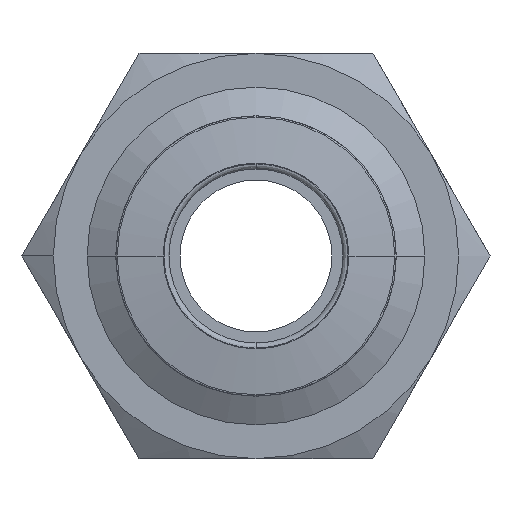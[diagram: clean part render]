
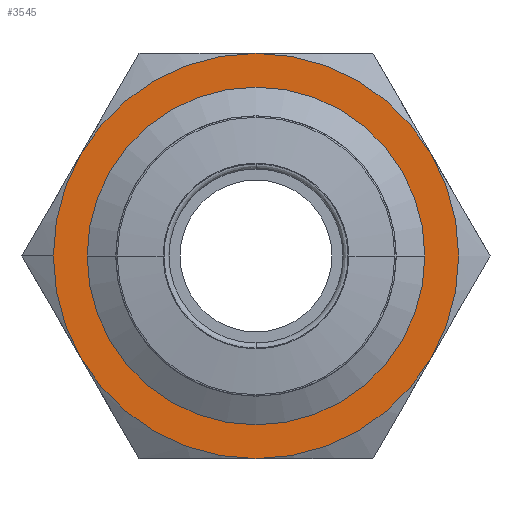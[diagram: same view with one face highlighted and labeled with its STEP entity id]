
A CAD part, front view. The second image highlights one B-rep face of the part: STEP entity #3545.
In plain terms, the highlighted planar face has unit normal (0, -1, 0).
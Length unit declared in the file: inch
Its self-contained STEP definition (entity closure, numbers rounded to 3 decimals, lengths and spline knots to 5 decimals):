
#15 = AXIS2_PLACEMENT_3D ( 'NONE', #3071, #874, #3439 ) ;
#37 = CARTESIAN_POINT ( 'NONE',  ( -0.3937, -0.25591, 0. ) ) ;
#258 = CARTESIAN_POINT ( 'NONE',  ( 0., -0.25591, 0. ) ) ;
#281 = EDGE_CURVE ( 'NONE', #351, #1013, #3540, .T. ) ;
#351 = VERTEX_POINT ( 'NONE', #2300 ) ;
#400 = ORIENTED_EDGE ( 'NONE', *, *, #3172, .T. ) ;
#494 = AXIS2_PLACEMENT_3D ( 'NONE', #3797, #1610, #4173 ) ;
#573 = VERTEX_POINT ( 'NONE', #976 ) ;
#626 = AXIS2_PLACEMENT_3D ( 'NONE', #1209, #3777, #1588 ) ;
#629 = DIRECTION ( 'NONE',  ( -1., 0., 0. ) ) ;
#638 = CARTESIAN_POINT ( 'NONE',  ( -0.40915, -0.25591, 0.23622 ) ) ;
#712 = AXIS2_PLACEMENT_3D ( 'NONE', #3949, #3935, #3914 ) ;
#748 = AXIS2_PLACEMENT_3D ( 'NONE', #1988, #4575, #2353 ) ;
#777 = CIRCLE ( 'NONE', #4548, 0.47244 ) ;
#874 = DIRECTION ( 'NONE',  ( 0., -1., 0. ) ) ;
#901 = DIRECTION ( 'NONE',  ( 0., -1., 0. ) ) ;
#975 = AXIS2_PLACEMENT_3D ( 'NONE', #3101, #901, #3471 ) ;
#976 = CARTESIAN_POINT ( 'NONE',  ( -0.47244, -0.25591, 0. ) ) ;
#977 = ORIENTED_EDGE ( 'NONE', *, *, #4626, .T. ) ;
#989 = EDGE_CURVE ( 'NONE', #1030, #573, #777, .T. ) ;
#1013 = VERTEX_POINT ( 'NONE', #37 ) ;
#1030 = VERTEX_POINT ( 'NONE', #638 ) ;
#1034 = VERTEX_POINT ( 'NONE', #2829 ) ;
#1045 = AXIS2_PLACEMENT_3D ( 'NONE', #1541, #4103, #1907 ) ;
#1209 = CARTESIAN_POINT ( 'NONE',  ( 0.43307, -0.25591, 0. ) ) ;
#1266 = VERTEX_POINT ( 'NONE', #1304 ) ;
#1304 = CARTESIAN_POINT ( 'NONE',  ( -0.40915, -0.25591, -0.23622 ) ) ;
#1395 = CIRCLE ( 'NONE', #15, 0.3937 ) ;
#1423 = ORIENTED_EDGE ( 'NONE', *, *, #281, .F. ) ;
#1541 = CARTESIAN_POINT ( 'NONE',  ( 0., -0.25591, 0. ) ) ;
#1588 = DIRECTION ( 'NONE',  ( 0., 0., -1. ) ) ;
#1610 = DIRECTION ( 'NONE',  ( 0., -1., 0. ) ) ;
#1779 = FACE_OUTER_BOUND ( 'NONE', #2983, .T. ) ;
#1907 = DIRECTION ( 'NONE',  ( -1., 0., 0. ) ) ;
#1912 = EDGE_CURVE ( 'NONE', #3140, #2774, #4092, .T. ) ;
#1937 = PLANE ( 'NONE',  #626 ) ;
#1988 = CARTESIAN_POINT ( 'NONE',  ( 0., -0.25591, 0. ) ) ;
#2052 = CARTESIAN_POINT ( 'NONE',  ( 0., -0.25591, 0. ) ) ;
#2125 = CIRCLE ( 'NONE', #975, 0.47244 ) ;
#2286 = ORIENTED_EDGE ( 'NONE', *, *, #989, .T. ) ;
#2300 = CARTESIAN_POINT ( 'NONE',  ( 0.3937, -0.25591, 0. ) ) ;
#2352 = CIRCLE ( 'NONE', #494, 0.47244 ) ;
#2353 = DIRECTION ( 'NONE',  ( -1., 0., 0. ) ) ;
#2409 = DIRECTION ( 'NONE',  ( -1., 0., 0. ) ) ;
#2417 = CARTESIAN_POINT ( 'NONE',  ( 0., -0.25591, 0. ) ) ;
#2426 = CARTESIAN_POINT ( 'NONE',  ( 0.40915, -0.25591, 0.23622 ) ) ;
#2587 = ORIENTED_EDGE ( 'NONE', *, *, #2940, .F. ) ;
#2741 = CARTESIAN_POINT ( 'NONE',  ( 0.40915, -0.25591, -0.23622 ) ) ;
#2774 = VERTEX_POINT ( 'NONE', #2426 ) ;
#2802 = DIRECTION ( 'NONE',  ( 0., -1., 0. ) ) ;
#2815 = CARTESIAN_POINT ( 'NONE',  ( 0., -0.25591, 0.47244 ) ) ;
#2829 = CARTESIAN_POINT ( 'NONE',  ( 0., -0.25591, -0.47244 ) ) ;
#2889 = CIRCLE ( 'NONE', #4252, 0.47244 ) ;
#2940 = EDGE_CURVE ( 'NONE', #1013, #351, #1395, .T. ) ;
#2949 = AXIS2_PLACEMENT_3D ( 'NONE', #2052, #4635, #2409 ) ;
#2962 = EDGE_CURVE ( 'NONE', #1266, #1034, #2352, .T. ) ;
#2963 = ORIENTED_EDGE ( 'NONE', *, *, #1912, .T. ) ;
#2983 = EDGE_LOOP ( 'NONE', ( #3774, #4441, #2963, #977, #4152, #2286, #400 ) ) ;
#3027 = EDGE_CURVE ( 'NONE', #1034, #3140, #4084, .T. ) ;
#3051 = EDGE_CURVE ( 'NONE', #3188, #1030, #2125, .T. ) ;
#3071 = CARTESIAN_POINT ( 'NONE',  ( 0., -0.25591, 0. ) ) ;
#3085 = EDGE_LOOP ( 'NONE', ( #1423, #2587 ) ) ;
#3101 = CARTESIAN_POINT ( 'NONE',  ( 0., -0.25591, 0. ) ) ;
#3140 = VERTEX_POINT ( 'NONE', #2741 ) ;
#3172 = EDGE_CURVE ( 'NONE', #573, #1266, #3505, .T. ) ;
#3188 = VERTEX_POINT ( 'NONE', #2815 ) ;
#3439 = DIRECTION ( 'NONE',  ( 1., 0., 0. ) ) ;
#3471 = DIRECTION ( 'NONE',  ( -1., 0., 0. ) ) ;
#3505 = CIRCLE ( 'NONE', #2949, 0.47244 ) ;
#3540 = CIRCLE ( 'NONE', #712, 0.3937 ) ;
#3545 = ADVANCED_FACE ( 'NONE', ( #3622, #1779 ), #1937, .T. ) ;
#3577 = DIRECTION ( 'NONE',  ( 0., -1., 0. ) ) ;
#3622 = FACE_BOUND ( 'NONE', #3085, .T. ) ;
#3774 = ORIENTED_EDGE ( 'NONE', *, *, #2962, .T. ) ;
#3777 = DIRECTION ( 'NONE',  ( 0., -1., 0. ) ) ;
#3797 = CARTESIAN_POINT ( 'NONE',  ( 0., -0.25591, 0. ) ) ;
#3862 = DIRECTION ( 'NONE',  ( -1., 0., 0. ) ) ;
#3914 = DIRECTION ( 'NONE',  ( 1., 0., 0. ) ) ;
#3935 = DIRECTION ( 'NONE',  ( 0., -1., 0. ) ) ;
#3949 = CARTESIAN_POINT ( 'NONE',  ( 0., -0.25591, 0. ) ) ;
#4084 = CIRCLE ( 'NONE', #748, 0.47244 ) ;
#4092 = CIRCLE ( 'NONE', #1045, 0.47244 ) ;
#4103 = DIRECTION ( 'NONE',  ( 0., -1., 0. ) ) ;
#4152 = ORIENTED_EDGE ( 'NONE', *, *, #3051, .T. ) ;
#4173 = DIRECTION ( 'NONE',  ( -1., 0., 0. ) ) ;
#4252 = AXIS2_PLACEMENT_3D ( 'NONE', #258, #2802, #629 ) ;
#4441 = ORIENTED_EDGE ( 'NONE', *, *, #3027, .T. ) ;
#4548 = AXIS2_PLACEMENT_3D ( 'NONE', #2417, #3577, #3862 ) ;
#4575 = DIRECTION ( 'NONE',  ( 0., -1., 0. ) ) ;
#4626 = EDGE_CURVE ( 'NONE', #2774, #3188, #2889, .T. ) ;
#4635 = DIRECTION ( 'NONE',  ( 0., -1., 0. ) ) ;
